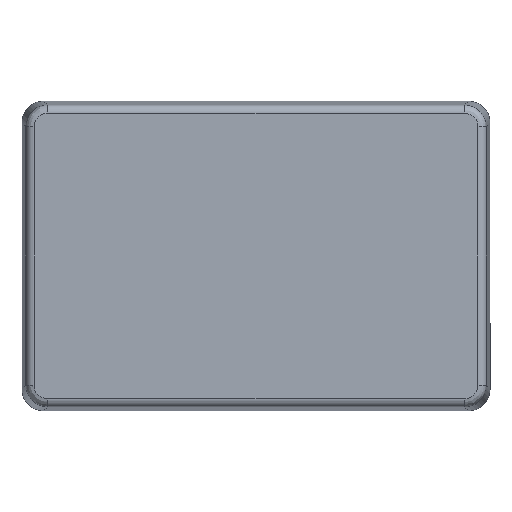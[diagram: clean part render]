
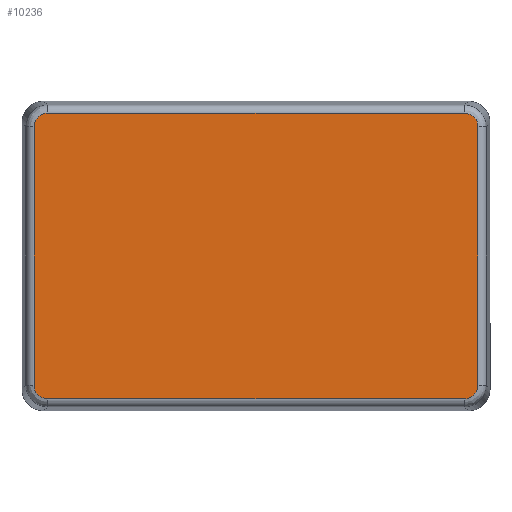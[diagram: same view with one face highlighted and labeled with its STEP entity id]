
A CAD part, front view. The second image highlights one B-rep face of the part: STEP entity #10236.
In plain terms, the highlighted face is planar.
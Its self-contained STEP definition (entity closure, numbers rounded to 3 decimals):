
#274=ELLIPSE('',#10891,2.503,2.5);
#275=ELLIPSE('',#10893,2.503,2.5);
#278=ELLIPSE('',#10901,2.503,2.5);
#279=ELLIPSE('',#10903,2.503,2.5);
#1196=FACE_OUTER_BOUND('',#1874,.T.);
#1874=EDGE_LOOP('',(#8127,#8128,#8129,#8130,#8131,#8132,#8133,#8134));
#2759=LINE('',#16514,#3433);
#2761=LINE('',#16580,#3435);
#2762=LINE('',#16585,#3436);
#2764=LINE('',#16648,#3438);
#3433=VECTOR('',#12451,76.806);
#3435=VECTOR('',#12469,47.606);
#3436=VECTOR('',#12474,47.606);
#3438=VECTOR('',#12490,76.806);
#4622=VERTEX_POINT('',#16507);
#4625=VERTEX_POINT('',#16512);
#4626=VERTEX_POINT('',#16540);
#4629=VERTEX_POINT('',#16571);
#4630=VERTEX_POINT('',#16576);
#4633=VERTEX_POINT('',#16583);
#4634=VERTEX_POINT('',#16612);
#4637=VERTEX_POINT('',#16643);
#5873=EDGE_CURVE('',#4625,#4622,#2759,.T.);
#5876=EDGE_CURVE('',#4622,#4626,#274,.T.);
#5878=EDGE_CURVE('',#4629,#4625,#275,.T.);
#5882=EDGE_CURVE('',#4626,#4630,#2761,.T.);
#5884=EDGE_CURVE('',#4633,#4629,#2762,.T.);
#5888=EDGE_CURVE('',#4630,#4634,#278,.T.);
#5890=EDGE_CURVE('',#4637,#4633,#279,.T.);
#5892=EDGE_CURVE('',#4634,#4637,#2764,.T.);
#8127=ORIENTED_EDGE('',*,*,#5873,.F.);
#8128=ORIENTED_EDGE('',*,*,#5878,.F.);
#8129=ORIENTED_EDGE('',*,*,#5884,.F.);
#8130=ORIENTED_EDGE('',*,*,#5890,.F.);
#8131=ORIENTED_EDGE('',*,*,#5892,.F.);
#8132=ORIENTED_EDGE('',*,*,#5888,.F.);
#8133=ORIENTED_EDGE('',*,*,#5882,.F.);
#8134=ORIENTED_EDGE('',*,*,#5876,.F.);
#9851=PLANE('',#10912);
#10236=ADVANCED_FACE('',(#1196),#9851,.F.);
#10891=AXIS2_PLACEMENT_3D('',#16544,#12456,#12457);
#10893=AXIS2_PLACEMENT_3D('',#16573,#12460,#12461);
#10901=AXIS2_PLACEMENT_3D('',#16616,#12480,#12481);
#10903=AXIS2_PLACEMENT_3D('',#16645,#12484,#12485);
#10912=AXIS2_PLACEMENT_3D('',#16668,#12511,#12512);
#12451=DIRECTION('',(1.,0.,0.));
#12456=DIRECTION('center_axis',(0.,0.,1.));
#12457=DIRECTION('ref_axis',(0.707,-0.707,0.));
#12460=DIRECTION('center_axis',(0.,0.,1.));
#12461=DIRECTION('ref_axis',(-0.707,-0.707,0.));
#12469=DIRECTION('',(0.,1.,0.));
#12474=DIRECTION('',(0.,-1.,0.));
#12480=DIRECTION('center_axis',(0.,0.,1.));
#12481=DIRECTION('ref_axis',(0.707,0.707,0.));
#12484=DIRECTION('center_axis',(0.,0.,1.));
#12485=DIRECTION('ref_axis',(-0.707,0.707,0.));
#12490=DIRECTION('',(-1.,0.,0.));
#12511=DIRECTION('center_axis',(0.,0.,1.));
#12512=DIRECTION('ref_axis',(1.,0.,0.));
#16507=CARTESIAN_POINT('',(38.403,-26.301,0.));
#16512=CARTESIAN_POINT('',(-38.403,-26.301,0.));
#16514=CARTESIAN_POINT('',(0.,-26.301,0.));
#16540=CARTESIAN_POINT('',(40.901,-23.803,0.));
#16544=CARTESIAN_POINT('Origin',(38.4,-23.8,0.));
#16571=CARTESIAN_POINT('',(-40.901,-23.803,0.));
#16573=CARTESIAN_POINT('Origin',(-38.4,-23.8,0.));
#16576=CARTESIAN_POINT('',(40.901,23.803,0.));
#16580=CARTESIAN_POINT('',(40.901,0.,0.));
#16583=CARTESIAN_POINT('',(-40.901,23.803,0.));
#16585=CARTESIAN_POINT('',(-40.901,0.,0.));
#16612=CARTESIAN_POINT('',(38.403,26.301,0.));
#16616=CARTESIAN_POINT('Origin',(38.4,23.8,0.));
#16643=CARTESIAN_POINT('',(-38.403,26.301,0.));
#16645=CARTESIAN_POINT('Origin',(-38.4,23.8,0.));
#16648=CARTESIAN_POINT('',(0.,26.301,0.));
#16668=CARTESIAN_POINT('Origin',(0.,0.,0.));
